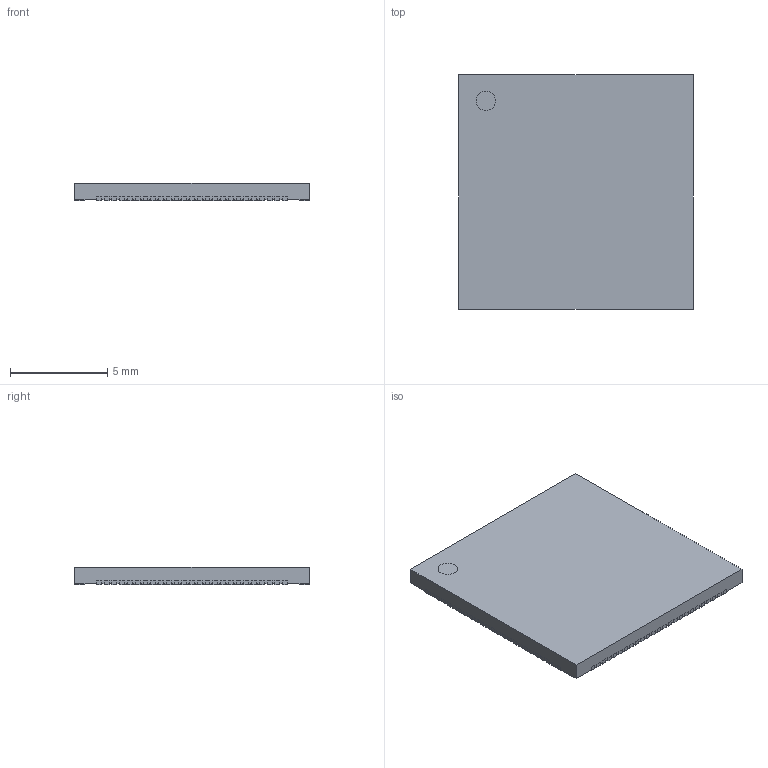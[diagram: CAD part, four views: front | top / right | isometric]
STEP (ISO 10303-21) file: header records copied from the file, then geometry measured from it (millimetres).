
FILE_DESCRIPTION(/* description */ (''),/* implementation_level */ '2;1');
FILE_NAME(/* name */ 'QFN40P1200X1200X90-101N-S690.stp',/* time_stamp */ '2016-06-02T15:37:04+02:00',/* author */ ('riccim'),/* organization */ (''),/* preprocessor_version */ 'ST-DEVELOPER v15.5',/* originating_system */ 'AutoCAD Mechanical',/* authorisation */ '');
FILE_SCHEMA (('AUTOMOTIVE_DESIGN { 1 0 10303 214 3 1 1 }'));
Length unit declared in the file: millimetre
Products named in the file (1): Product
Bounding box: 12.1 x 12.1 x 0.9 mm (x, y, z)
Volume: 128.7 mm3; surface area: 505.7 mm2
Topology: 103 solids, 103 shells, 1022 faces, 2442 edges, 1628 vertices
Faces by surface type: plane 1020, cylinder 2
Full cylindrical faces by diameter (mm): 1 x2
Entity records: 28877 total; most frequent: CARTESIAN_POINT 5091, ORIENTED_EDGE 4880, DIRECTION 4490, EDGE_CURVE 2440, LINE 2436, VECTOR 2436, VERTEX_POINT 1628, AXIS2_PLACEMENT_3D 1027
